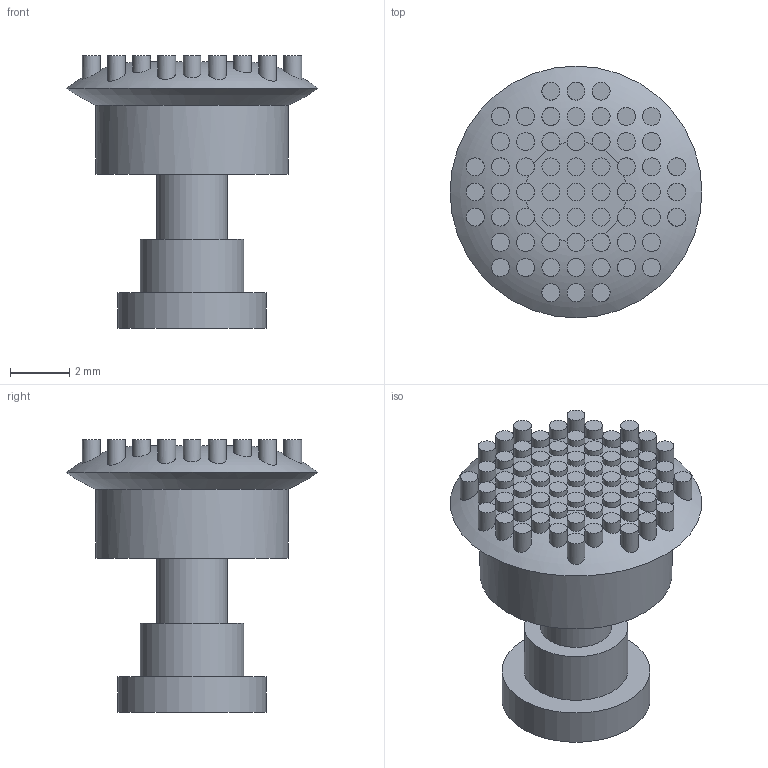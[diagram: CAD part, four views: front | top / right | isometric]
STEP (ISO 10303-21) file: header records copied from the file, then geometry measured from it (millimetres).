
FILE_DESCRIPTION(('Open CASCADE Model'),'2;1');
FILE_NAME('Open CASCADE Shape Model','2024-10-30T03:40:12',('Author'),( 'Open CASCADE'),'Open CASCADE STEP processor 7.7','Open CASCADE 7.7' ,'Unknown');
FILE_SCHEMA(('AUTOMOTIVE_DESIGN { 1 0 10303 214 1 1 1 1 }'));
Length unit declared in the file: millimetre
Products named in the file (6): =>[0:1:1:2]; TrackPoint Extension; TP Extension - Red T460S; SOLID; TP Cap - Green T460S
Assembly tree (5 placements, depth 4):
  =>[0:1:1:2]
    TrackPoint Extension
      TP Extension - Red T460S
        SOLID
      TP Cap - Green T460S
        SOLID
Bounding box: 8.5 x 8.5 x 9.2 mm (x, y, z)
Volume: 178 mm3; surface area: 398.9 mm2
Topology: 2 solids, 2 shells, 149 faces, 275 edges, 182 vertices
Faces by surface type: plane 82, cylinder 65, revolution 2
Full cylindrical faces by diameter (mm): 0.6 x61, 2.4 x1, 3.5 x1, 5 x1, 6.5 x1
Entity records: 15960 total; most frequent: CARTESIAN_POINT 10181, DIRECTION 1027, ORIENTED_EDGE 550, PCURVE 550, DEFINITIONAL_REPRESENTATION 550, LINE 417, VECTOR 417, EDGE_CURVE 275
